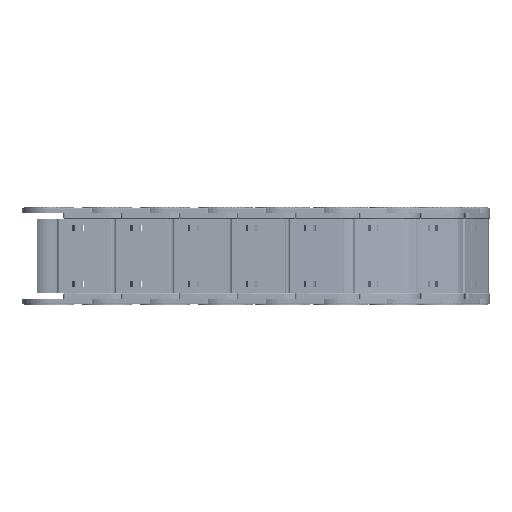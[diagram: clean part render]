
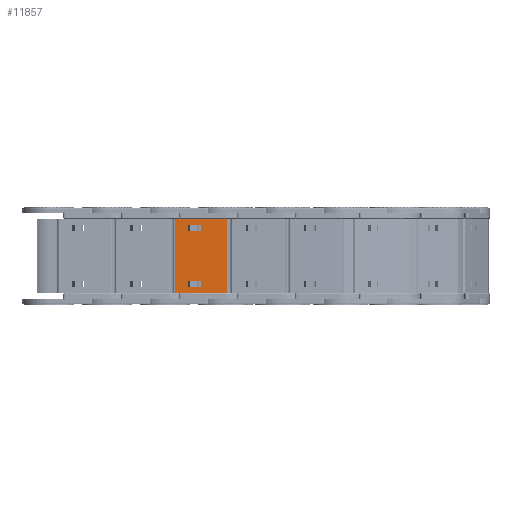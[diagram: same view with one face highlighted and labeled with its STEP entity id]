
A CAD part, front view. The second image highlights one B-rep face of the part: STEP entity #11857.
In plain terms, the highlighted face is planar.
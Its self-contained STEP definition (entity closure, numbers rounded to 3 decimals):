
#91 = VECTOR ( 'NONE', #8906, 1000. ) ;
#96 = EDGE_CURVE ( 'NONE', #25982, #7743, #23160, .T. ) ;
#140 = VERTEX_POINT ( 'NONE', #11353 ) ;
#152 = DIRECTION ( 'NONE',  ( 0., -0.131, -0.991 ) ) ;
#649 = VECTOR ( 'NONE', #25855, 1000. ) ;
#1512 = CARTESIAN_POINT ( 'NONE',  ( -75.76, 204.347, 68.269 ) ) ;
#1535 = CARTESIAN_POINT ( 'NONE',  ( -61.76, 196.424, 8.089 ) ) ;
#1781 = VERTEX_POINT ( 'NONE', #28875 ) ;
#2485 = LINE ( 'NONE', #13112, #8813 ) ;
#2906 = ORIENTED_EDGE ( 'NONE', *, *, #33743, .T. ) ;
#3805 = ORIENTED_EDGE ( 'NONE', *, *, #15817, .F. ) ;
#4723 = VERTEX_POINT ( 'NONE', #28685 ) ;
#5659 = DIRECTION ( 'NONE',  ( 0., -0.991, 0.131 ) ) ;
#5828 = CARTESIAN_POINT ( 'NONE',  ( -61.76, 195.602, 1.843 ) ) ;
#6417 = ORIENTED_EDGE ( 'NONE', *, *, #34934, .T. ) ;
#6526 = EDGE_CURVE ( 'NONE', #19495, #34099, #25507, .T. ) ;
#6960 = EDGE_LOOP ( 'NONE', ( #18822, #21424, #31831, #6417 ) ) ;
#7264 = LINE ( 'NONE', #19648, #91 ) ;
#7537 = EDGE_CURVE ( 'NONE', #1781, #10990, #15319, .T. ) ;
#7743 = VERTEX_POINT ( 'NONE', #1512 ) ;
#8298 = CARTESIAN_POINT ( 'NONE',  ( -61.76, 204.347, 68.269 ) ) ;
#8492 = ORIENTED_EDGE ( 'NONE', *, *, #7537, .F. ) ;
#8688 = DIRECTION ( 'NONE',  ( 0., -0.131, -0.991 ) ) ;
#8813 = VECTOR ( 'NONE', #152, 1000. ) ;
#8906 = DIRECTION ( 'NONE',  ( 0., -0.131, -0.991 ) ) ;
#9774 = CARTESIAN_POINT ( 'NONE',  ( -33.78, 205.228, 74.962 ) ) ;
#9818 = DIRECTION ( 'NONE',  ( 1., 0., 0. ) ) ;
#9833 = ORIENTED_EDGE ( 'NONE', *, *, #27866, .F. ) ;
#10279 = EDGE_CURVE ( 'NONE', #140, #25982, #24122, .T. ) ;
#10465 = VECTOR ( 'NONE', #13611, 1000. ) ;
#10567 = VERTEX_POINT ( 'NONE', #25781 ) ;
#10689 = VECTOR ( 'NONE', #16912, 1000. ) ;
#10985 = VECTOR ( 'NONE', #22388, 1000. ) ;
#10990 = VERTEX_POINT ( 'NONE', #30401 ) ;
#11091 = LINE ( 'NONE', #32404, #31838 ) ;
#11287 = EDGE_LOOP ( 'NONE', ( #25951, #33629, #13908, #2906 ) ) ;
#11353 = CARTESIAN_POINT ( 'NONE',  ( -61.76, 203.525, 62.023 ) ) ;
#11857 = ADVANCED_FACE ( 'NONE', ( #30823, #14708, #18983 ), #29879, .F. ) ;
#12231 = VECTOR ( 'NONE', #17565, 1000. ) ;
#13004 = EDGE_CURVE ( 'NONE', #25222, #34099, #2485, .T. ) ;
#13112 = CARTESIAN_POINT ( 'NONE',  ( -33.78, 215.882, 155.883 ) ) ;
#13611 = DIRECTION ( 'NONE',  ( -1., 0., 0. ) ) ;
#13908 = ORIENTED_EDGE ( 'NONE', *, *, #33692, .F. ) ;
#14292 = ORIENTED_EDGE ( 'NONE', *, *, #34955, .F. ) ;
#14708 = FACE_OUTER_BOUND ( 'NONE', #11287, .T. ) ;
#14819 = EDGE_CURVE ( 'NONE', #10567, #140, #11091, .T. ) ;
#15319 = LINE ( 'NONE', #5828, #10689 ) ;
#15817 = EDGE_CURVE ( 'NONE', #21818, #1781, #30911, .T. ) ;
#16890 = VECTOR ( 'NONE', #8688, 1000. ) ;
#16912 = DIRECTION ( 'NONE',  ( -1., 0., 0. ) ) ;
#17113 = LINE ( 'NONE', #17841, #649 ) ;
#17226 = CARTESIAN_POINT ( 'NONE',  ( -61.76, 196.424, 8.089 ) ) ;
#17565 = DIRECTION ( 'NONE',  ( 0., 0.131, 0.991 ) ) ;
#17841 = CARTESIAN_POINT ( 'NONE',  ( -61.76, 196.424, 8.089 ) ) ;
#18342 = VECTOR ( 'NONE', #22038, 1000. ) ;
#18822 = ORIENTED_EDGE ( 'NONE', *, *, #14819, .T. ) ;
#18983 = FACE_BOUND ( 'NONE', #29058, .T. ) ;
#19179 = CARTESIAN_POINT ( 'NONE',  ( -61.76, 204.347, 68.269 ) ) ;
#19495 = VERTEX_POINT ( 'NONE', #20459 ) ;
#19648 = CARTESIAN_POINT ( 'NONE',  ( -89.98, 215.882, 155.883 ) ) ;
#20459 = CARTESIAN_POINT ( 'NONE',  ( -89.98, 194.721, -4.85 ) ) ;
#21424 = ORIENTED_EDGE ( 'NONE', *, *, #10279, .T. ) ;
#21818 = VERTEX_POINT ( 'NONE', #17226 ) ;
#21836 = CARTESIAN_POINT ( 'NONE',  ( -58.76, 205.228, 74.962 ) ) ;
#22038 = DIRECTION ( 'NONE',  ( 1., 0., 0. ) ) ;
#22388 = DIRECTION ( 'NONE',  ( 0., 0.131, 0.991 ) ) ;
#23160 = LINE ( 'NONE', #8298, #10465 ) ;
#24122 = LINE ( 'NONE', #33779, #12231 ) ;
#24895 = VERTEX_POINT ( 'NONE', #34200 ) ;
#25222 = VERTEX_POINT ( 'NONE', #9774 ) ;
#25312 = DIRECTION ( 'NONE',  ( 0., -0.131, -0.991 ) ) ;
#25328 = AXIS2_PLACEMENT_3D ( 'NONE', #21836, #5659, #25312 ) ;
#25507 = LINE ( 'NONE', #30307, #18342 ) ;
#25765 = CARTESIAN_POINT ( 'NONE',  ( -58.76, 205.228, 74.962 ) ) ;
#25781 = CARTESIAN_POINT ( 'NONE',  ( -75.76, 203.525, 62.023 ) ) ;
#25855 = DIRECTION ( 'NONE',  ( 1., 0., 0. ) ) ;
#25951 = ORIENTED_EDGE ( 'NONE', *, *, #13004, .T. ) ;
#25982 = VERTEX_POINT ( 'NONE', #19179 ) ;
#27866 = EDGE_CURVE ( 'NONE', #24895, #21818, #17113, .T. ) ;
#27930 = CARTESIAN_POINT ( 'NONE',  ( -75.76, 203.525, 62.023 ) ) ;
#28685 = CARTESIAN_POINT ( 'NONE',  ( -89.98, 205.228, 74.962 ) ) ;
#28875 = CARTESIAN_POINT ( 'NONE',  ( -61.76, 195.602, 1.843 ) ) ;
#29058 = EDGE_LOOP ( 'NONE', ( #9833, #14292, #8492, #3805 ) ) ;
#29879 = PLANE ( 'NONE',  #25328 ) ;
#29890 = DIRECTION ( 'NONE',  ( 1., 0., 0. ) ) ;
#30097 = VECTOR ( 'NONE', #9818, 1000. ) ;
#30307 = CARTESIAN_POINT ( 'NONE',  ( -58.76, 194.721, -4.85 ) ) ;
#30401 = CARTESIAN_POINT ( 'NONE',  ( -75.76, 195.602, 1.843 ) ) ;
#30677 = CARTESIAN_POINT ( 'NONE',  ( -75.76, 196.424, 8.089 ) ) ;
#30823 = FACE_BOUND ( 'NONE', #6960, .T. ) ;
#30911 = LINE ( 'NONE', #1535, #31349 ) ;
#30933 = LINE ( 'NONE', #25765, #30097 ) ;
#31186 = CARTESIAN_POINT ( 'NONE',  ( -33.78, 194.721, -4.85 ) ) ;
#31349 = VECTOR ( 'NONE', #34043, 1000. ) ;
#31831 = ORIENTED_EDGE ( 'NONE', *, *, #96, .T. ) ;
#31838 = VECTOR ( 'NONE', #29890, 1000. ) ;
#32404 = CARTESIAN_POINT ( 'NONE',  ( -61.76, 203.525, 62.023 ) ) ;
#32994 = LINE ( 'NONE', #30677, #10985 ) ;
#33421 = LINE ( 'NONE', #27930, #16890 ) ;
#33629 = ORIENTED_EDGE ( 'NONE', *, *, #6526, .F. ) ;
#33692 = EDGE_CURVE ( 'NONE', #4723, #19495, #7264, .T. ) ;
#33743 = EDGE_CURVE ( 'NONE', #4723, #25222, #30933, .T. ) ;
#33779 = CARTESIAN_POINT ( 'NONE',  ( -61.76, 203.525, 62.023 ) ) ;
#34043 = DIRECTION ( 'NONE',  ( 0., -0.131, -0.991 ) ) ;
#34099 = VERTEX_POINT ( 'NONE', #31186 ) ;
#34200 = CARTESIAN_POINT ( 'NONE',  ( -75.76, 196.424, 8.089 ) ) ;
#34934 = EDGE_CURVE ( 'NONE', #7743, #10567, #33421, .T. ) ;
#34955 = EDGE_CURVE ( 'NONE', #10990, #24895, #32994, .T. ) ;
